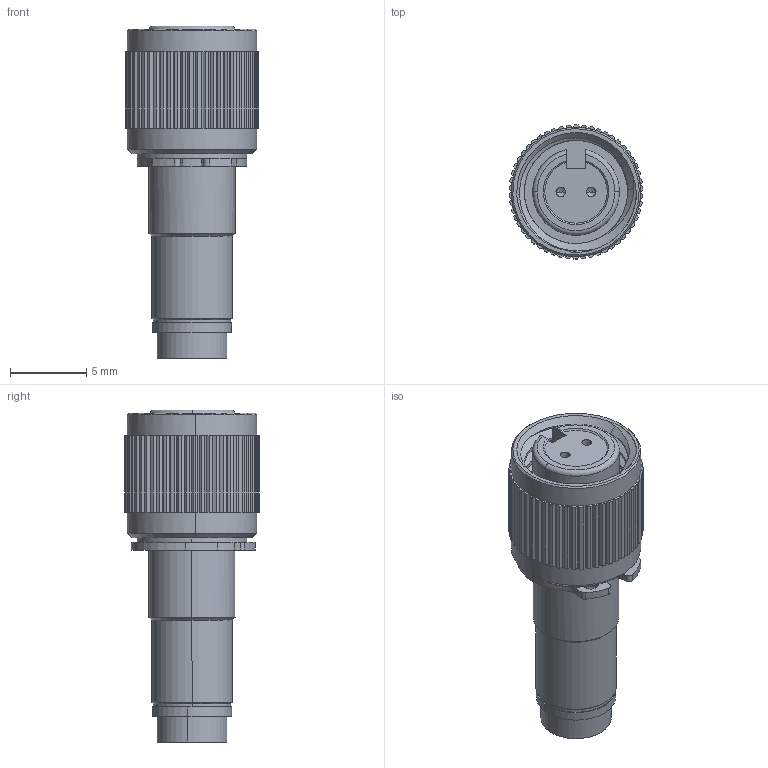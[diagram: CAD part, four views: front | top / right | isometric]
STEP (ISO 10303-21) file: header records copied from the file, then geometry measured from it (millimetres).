
FILE_DESCRIPTION (( 'STEP AP214' ), '1' );
FILE_NAME ('ÊÐØÅ.434433.303_Ðîçåòêà_êàáåëüíàÿ_òâèíàêñèàëüíàÿ.STEP', '2018-10-29T08:50:47', ( 'User' ), ( '' ), 'SwSTEP 2.0', 'SolidWorks 2016', '' );
FILE_SCHEMA (( 'AUTOMOTIVE_DESIGN' ));
Length unit declared in the file: millimetre
Products named in the file (1): ÊÐØÅ.434433.303_Ðîçåòêà_êàáåëüíàÿ_òâèíàêñèàëüíàÿ
Bounding box: 8.8 x 8.8 x 21.8 mm (x, y, z)
Volume: 690.3 mm3; surface area: 888.4 mm2
Topology: 1 solids, 1 shells, 409 faces, 952 edges, 549 vertices
Faces by surface type: plane 261, cylinder 116, cone 22, torus 7, bspline 3
Entity records: 17164 total; most frequent: CARTESIAN_POINT 3314, DIRECTION 2117, ORIENTED_EDGE 1896, EDGE_CURVE 948, AXIS2_PLACEMENT_3D 800, VERTEX_POINT 549, LINE 517, VECTOR 517
